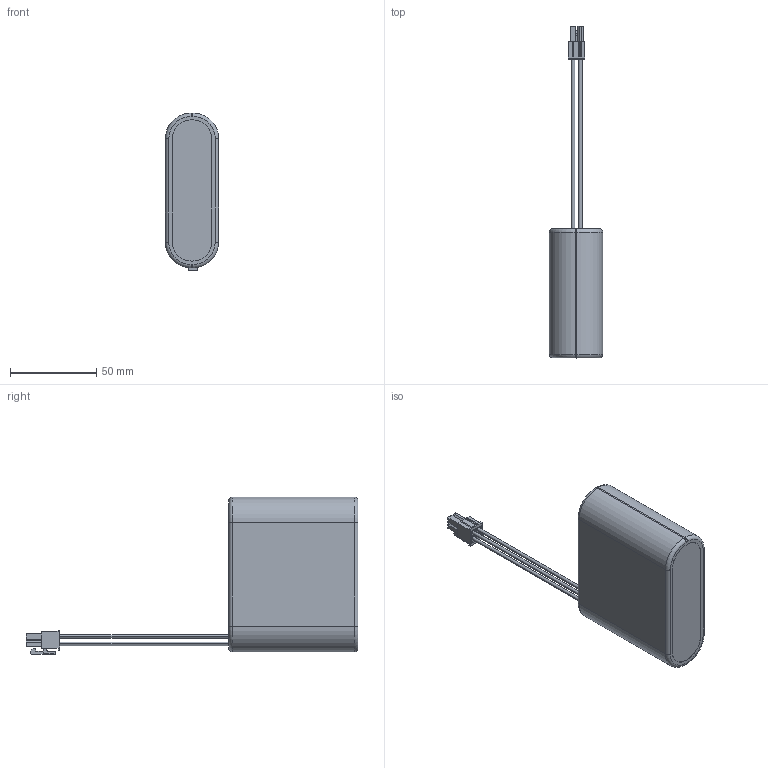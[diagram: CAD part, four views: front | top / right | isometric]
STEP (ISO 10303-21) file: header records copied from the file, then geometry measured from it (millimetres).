
FILE_DESCRIPTION((''),'2;1');
FILE_NAME('1S4P-4S1P','2024-12-10T14:28:42',('rd05'),(''),'CREO PARAMETRIC BY PTC INC, 2018050','CREO PARAMETRIC BY PTC INC, 2018050','');
FILE_SCHEMA(('CONFIG_CONTROL_DESIGN','GEOMETRIC_VALIDATION_PROPERTIES_MIM'));
Length unit declared in the file: millimetre
Products named in the file (1): 1S4P-4S1P
Bounding box: 31.01 x 192.9 x 91.8 mm (x, y, z)
Volume: 196418.8 mm3; surface area: 24932.4 mm2
Topology: 1 solids, 1 shells, 205 faces, 555 edges, 367 vertices
Faces by surface type: plane 163, cylinder 34, torus 8
Entity records: 6828 total; most frequent: CARTESIAN_POINT 1129, ORIENTED_EDGE 1110, DIRECTION 1052, EDGE_CURVE 555, VECTOR 468, LINE 468, VERTEX_POINT 367, AXIS2_PLACEMENT_3D 292
